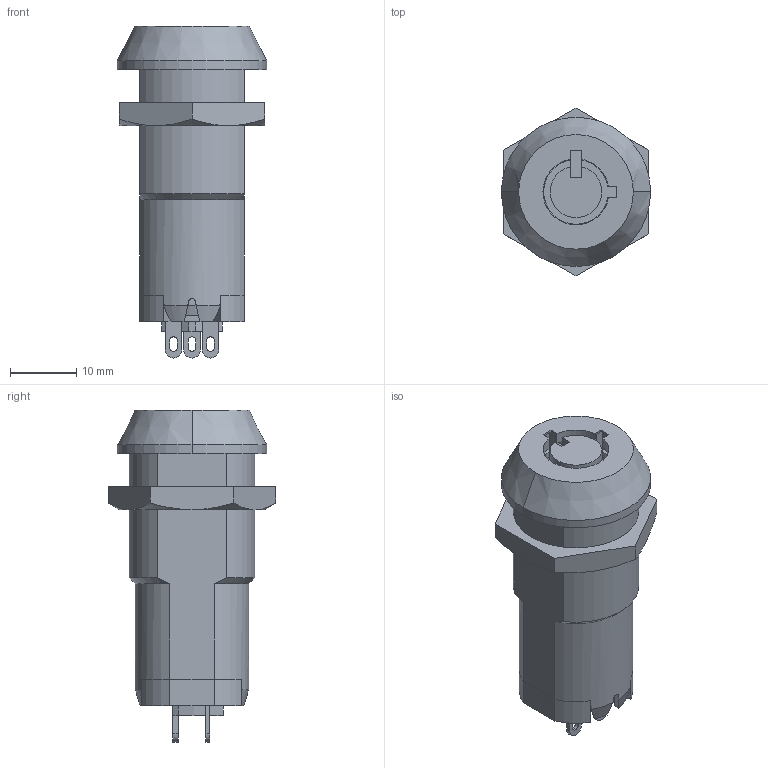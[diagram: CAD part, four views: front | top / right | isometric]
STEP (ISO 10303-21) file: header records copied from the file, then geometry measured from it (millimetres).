
FILE_DESCRIPTION (( 'STEP AP203' ), '1' );
FILE_NAME ('S-8-90-BC-1.STEP', '2021-06-24T05:58:38', ( '' ), ( '' ), 'SwSTEP 2.0', 'SolidWorks 2018', '' );
FILE_SCHEMA (( 'CONFIG_CONTROL_DESIGN' ));
Length unit declared in the file: millimetre
Products named in the file (6): S-8-90-BC-1; S-8-90-BC-1_キャップ_; S-8-90-BC-1_シリンダー_; S-8-90-BC-1_M19僫僢僩_; S-8-90-BC-1_僾儔僌A_; S-8-90-BC-1_僗僀僢僠B_
Assembly tree (5 placements, depth 2):
  S-8-90-BC-1
    S-8-90-BC-1_シリンダー_
    S-8-90-BC-1_キャップ_
    S-8-90-BC-1_僾儔僌A_
    S-8-90-BC-1_僗僀僢僠B_
    S-8-90-BC-1_M19僫僢僩_
Bounding box: 22.6 x 25.4 x 50.3 mm (x, y, z)
Volume: 8036.7 mm3; surface area: 8798.2 mm2
Topology: 5 solids, 5 shells, 193 faces, 512 edges, 340 vertices
Faces by surface type: plane 98, cylinder 65, cone 26, bspline 4
Entity records: 6952 total; most frequent: CARTESIAN_POINT 1525, ORIENTED_EDGE 1024, DIRECTION 976, EDGE_CURVE 512, AXIS2_PLACEMENT_3D 347, VERTEX_POINT 340, LINE 282, VECTOR 282
